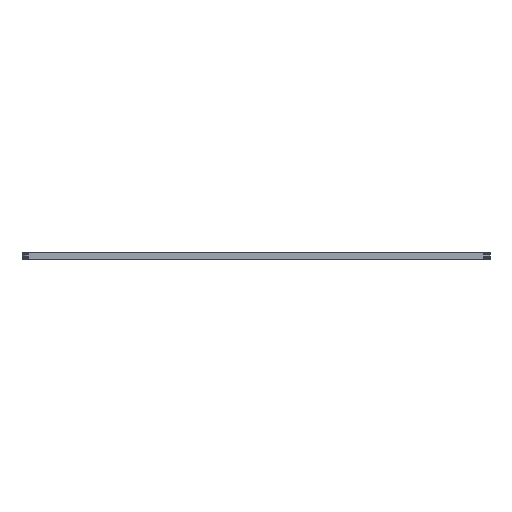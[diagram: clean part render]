
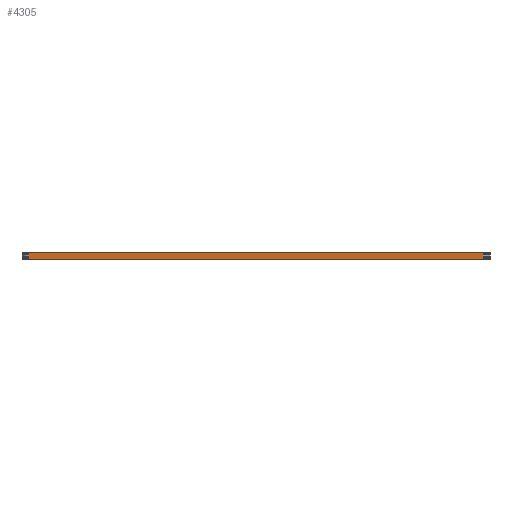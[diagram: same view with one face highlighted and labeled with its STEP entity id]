
A CAD part, front view. The second image highlights one B-rep face of the part: STEP entity #4305.
In plain terms, the highlighted planar face has unit normal (0, -1, 0).
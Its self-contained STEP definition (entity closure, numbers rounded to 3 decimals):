
#90 = PLANE('',#91);
#91 = AXIS2_PLACEMENT_3D('',#92,#93,#94);
#92 = CARTESIAN_POINT('',(45.,25.5,1.6));
#93 = DIRECTION('',(-0.,-0.,-1.));
#94 = DIRECTION('',(-1.,0.,0.));
#144 = PLANE('',#145);
#145 = AXIS2_PLACEMENT_3D('',#146,#147,#148);
#146 = CARTESIAN_POINT('',(45.,25.5,0.));
#147 = DIRECTION('',(-0.,-0.,-1.));
#148 = DIRECTION('',(-1.,0.,0.));
#785 = VERTEX_POINT('',#786);
#786 = CARTESIAN_POINT('',(97.5,-8.5,0.));
#800 = PLANE('',#801);
#801 = AXIS2_PLACEMENT_3D('',#802,#803,#804);
#802 = CARTESIAN_POINT('',(97.735,-8.482,0.));
#803 = DIRECTION('',(0.078,-0.997,0.));
#804 = DIRECTION('',(-0.997,-0.078,0.));
#812 = EDGE_CURVE('',#785,#813,#815,.T.);
#813 = VERTEX_POINT('',#814);
#814 = CARTESIAN_POINT('',(-7.5,-8.5,0.));
#815 = SURFACE_CURVE('',#816,(#820,#827),.PCURVE_S1.);
#816 = LINE('',#817,#818);
#817 = CARTESIAN_POINT('',(97.5,-8.5,0.));
#818 = VECTOR('',#819,1.);
#819 = DIRECTION('',(-1.,0.,0.));
#820 = PCURVE('',#144,#821);
#821 = DEFINITIONAL_REPRESENTATION('',(#822),#826);
#822 = LINE('',#823,#824);
#823 = CARTESIAN_POINT('',(-52.5,-34.));
#824 = VECTOR('',#825,1.);
#825 = DIRECTION('',(1.,0.));
#826 = ( GEOMETRIC_REPRESENTATION_CONTEXT(2) 
PARAMETRIC_REPRESENTATION_CONTEXT() REPRESENTATION_CONTEXT('2D SPACE',''
  ) );
#827 = PCURVE('',#828,#833);
#828 = PLANE('',#829);
#829 = AXIS2_PLACEMENT_3D('',#830,#831,#832);
#830 = CARTESIAN_POINT('',(97.5,-8.5,0.));
#831 = DIRECTION('',(0.,-1.,0.));
#832 = DIRECTION('',(-1.,0.,0.));
#833 = DEFINITIONAL_REPRESENTATION('',(#834),#838);
#834 = LINE('',#835,#836);
#835 = CARTESIAN_POINT('',(0.,-0.));
#836 = VECTOR('',#837,1.);
#837 = DIRECTION('',(1.,0.));
#838 = ( GEOMETRIC_REPRESENTATION_CONTEXT(2) 
PARAMETRIC_REPRESENTATION_CONTEXT() REPRESENTATION_CONTEXT('2D SPACE',''
  ) );
#856 = PLANE('',#857);
#857 = AXIS2_PLACEMENT_3D('',#858,#859,#860);
#858 = CARTESIAN_POINT('',(-7.5,-8.5,0.));
#859 = DIRECTION('',(-0.078,-0.997,0.));
#860 = DIRECTION('',(-0.997,0.078,0.));
#2337 = VERTEX_POINT('',#2338);
#2338 = CARTESIAN_POINT('',(97.5,-8.5,1.6));
#2359 = EDGE_CURVE('',#2337,#2360,#2362,.T.);
#2360 = VERTEX_POINT('',#2361);
#2361 = CARTESIAN_POINT('',(-7.5,-8.5,1.6));
#2362 = SURFACE_CURVE('',#2363,(#2367,#2374),.PCURVE_S1.);
#2363 = LINE('',#2364,#2365);
#2364 = CARTESIAN_POINT('',(97.5,-8.5,1.6));
#2365 = VECTOR('',#2366,1.);
#2366 = DIRECTION('',(-1.,0.,0.));
#2367 = PCURVE('',#90,#2368);
#2368 = DEFINITIONAL_REPRESENTATION('',(#2369),#2373);
#2369 = LINE('',#2370,#2371);
#2370 = CARTESIAN_POINT('',(-52.5,-34.));
#2371 = VECTOR('',#2372,1.);
#2372 = DIRECTION('',(1.,0.));
#2373 = ( GEOMETRIC_REPRESENTATION_CONTEXT(2) 
PARAMETRIC_REPRESENTATION_CONTEXT() REPRESENTATION_CONTEXT('2D SPACE',''
  ) );
#2374 = PCURVE('',#828,#2375);
#2375 = DEFINITIONAL_REPRESENTATION('',(#2376),#2380);
#2376 = LINE('',#2377,#2378);
#2377 = CARTESIAN_POINT('',(0.,-1.6));
#2378 = VECTOR('',#2379,1.);
#2379 = DIRECTION('',(1.,0.));
#2380 = ( GEOMETRIC_REPRESENTATION_CONTEXT(2) 
PARAMETRIC_REPRESENTATION_CONTEXT() REPRESENTATION_CONTEXT('2D SPACE',''
  ) );
#4257 = EDGE_CURVE('',#785,#2337,#4258,.T.);
#4258 = SURFACE_CURVE('',#4259,(#4263,#4270),.PCURVE_S1.);
#4259 = LINE('',#4260,#4261);
#4260 = CARTESIAN_POINT('',(97.5,-8.5,0.));
#4261 = VECTOR('',#4262,1.);
#4262 = DIRECTION('',(0.,0.,1.));
#4263 = PCURVE('',#800,#4264);
#4264 = DEFINITIONAL_REPRESENTATION('',(#4265),#4269);
#4265 = LINE('',#4266,#4267);
#4266 = CARTESIAN_POINT('',(0.235,0.));
#4267 = VECTOR('',#4268,1.);
#4268 = DIRECTION('',(0.,-1.));
#4269 = ( GEOMETRIC_REPRESENTATION_CONTEXT(2) 
PARAMETRIC_REPRESENTATION_CONTEXT() REPRESENTATION_CONTEXT('2D SPACE',''
  ) );
#4270 = PCURVE('',#828,#4271);
#4271 = DEFINITIONAL_REPRESENTATION('',(#4272),#4276);
#4272 = LINE('',#4273,#4274);
#4273 = CARTESIAN_POINT('',(0.,-0.));
#4274 = VECTOR('',#4275,1.);
#4275 = DIRECTION('',(0.,-1.));
#4276 = ( GEOMETRIC_REPRESENTATION_CONTEXT(2) 
PARAMETRIC_REPRESENTATION_CONTEXT() REPRESENTATION_CONTEXT('2D SPACE',''
  ) );
#4305 = ADVANCED_FACE('',(#4306),#828,.T.);
#4306 = FACE_BOUND('',#4307,.T.);
#4307 = EDGE_LOOP('',(#4308,#4309,#4310,#4331));
#4308 = ORIENTED_EDGE('',*,*,#4257,.T.);
#4309 = ORIENTED_EDGE('',*,*,#2359,.T.);
#4310 = ORIENTED_EDGE('',*,*,#4311,.F.);
#4311 = EDGE_CURVE('',#813,#2360,#4312,.T.);
#4312 = SURFACE_CURVE('',#4313,(#4317,#4324),.PCURVE_S1.);
#4313 = LINE('',#4314,#4315);
#4314 = CARTESIAN_POINT('',(-7.5,-8.5,0.));
#4315 = VECTOR('',#4316,1.);
#4316 = DIRECTION('',(0.,0.,1.));
#4317 = PCURVE('',#828,#4318);
#4318 = DEFINITIONAL_REPRESENTATION('',(#4319),#4323);
#4319 = LINE('',#4320,#4321);
#4320 = CARTESIAN_POINT('',(105.,0.));
#4321 = VECTOR('',#4322,1.);
#4322 = DIRECTION('',(0.,-1.));
#4323 = ( GEOMETRIC_REPRESENTATION_CONTEXT(2) 
PARAMETRIC_REPRESENTATION_CONTEXT() REPRESENTATION_CONTEXT('2D SPACE',''
  ) );
#4324 = PCURVE('',#856,#4325);
#4325 = DEFINITIONAL_REPRESENTATION('',(#4326),#4330);
#4326 = LINE('',#4327,#4328);
#4327 = CARTESIAN_POINT('',(0.,0.));
#4328 = VECTOR('',#4329,1.);
#4329 = DIRECTION('',(0.,-1.));
#4330 = ( GEOMETRIC_REPRESENTATION_CONTEXT(2) 
PARAMETRIC_REPRESENTATION_CONTEXT() REPRESENTATION_CONTEXT('2D SPACE',''
  ) );
#4331 = ORIENTED_EDGE('',*,*,#812,.F.);
